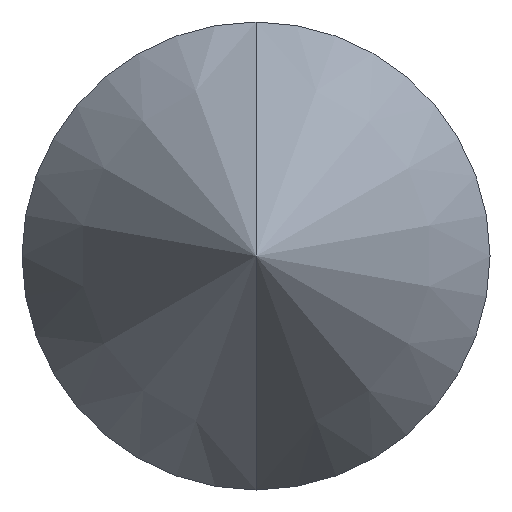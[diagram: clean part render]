
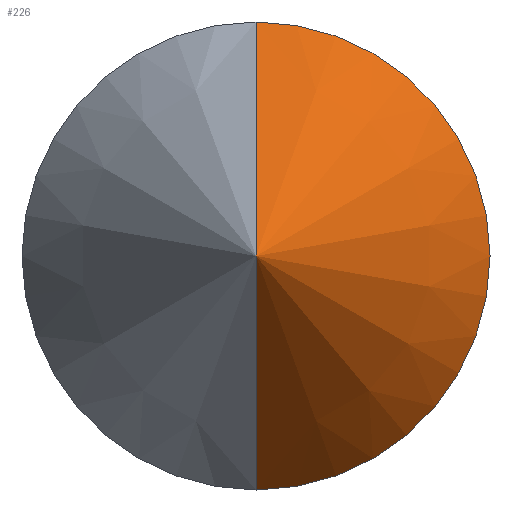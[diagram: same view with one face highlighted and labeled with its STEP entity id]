
A CAD part, front view. The second image highlights one B-rep face of the part: STEP entity #226.
In plain terms, the highlighted conical face has half-angle 30 degrees and reference radius 577.35 mm.
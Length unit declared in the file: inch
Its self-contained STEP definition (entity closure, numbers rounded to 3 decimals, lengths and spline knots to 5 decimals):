
#7 = CARTESIAN_POINT ( 'NONE',  ( 0., 0.54127, 0.3125 ) ) ;
#12 = DIRECTION ( 'NONE',  ( 0., 1., 0. ) ) ;
#13 = EDGE_CURVE ( 'NONE', #182, #122, #212, .T. ) ;
#18 = AXIS2_PLACEMENT_3D ( 'NONE', #179, #34, #175 ) ;
#27 = CARTESIAN_POINT ( 'NONE',  ( 0., 0., 0. ) ) ;
#34 = DIRECTION ( 'NONE',  ( 0., -1., 0. ) ) ;
#59 = CONICAL_SURFACE ( 'NONE', #104, 22.73033, 0.524 ) ;
#60 = ORIENTED_EDGE ( 'NONE', *, *, #117, .F. ) ;
#80 = CARTESIAN_POINT ( 'NONE',  ( 0., 39.37008, 0. ) ) ;
#83 = ORIENTED_EDGE ( 'NONE', *, *, #13, .T. ) ;
#99 = VERTEX_POINT ( 'NONE', #7 ) ;
#104 = AXIS2_PLACEMENT_3D ( 'NONE', #80, #12, #185 ) ;
#115 = FACE_OUTER_BOUND ( 'NONE', #265, .T. ) ;
#117 = EDGE_CURVE ( 'NONE', #182, #99, #214, .T. ) ;
#122 = VERTEX_POINT ( 'NONE', #257 ) ;
#127 = DIRECTION ( 'NONE',  ( 0., 0.866, -0.5 ) ) ;
#159 = ORIENTED_EDGE ( 'NONE', *, *, #180, .T. ) ;
#172 = DIRECTION ( 'NONE',  ( 0., 0.866, 0.5 ) ) ;
#175 = DIRECTION ( 'NONE',  ( 0., 0., -1. ) ) ;
#179 = CARTESIAN_POINT ( 'NONE',  ( 0., 0.54127, 0. ) ) ;
#180 = EDGE_CURVE ( 'NONE', #122, #99, #210, .T. ) ;
#182 = VERTEX_POINT ( 'NONE', #217 ) ;
#183 = VECTOR ( 'NONE', #127, 39.37008 ) ;
#185 = DIRECTION ( 'NONE',  ( 0., 0., 1. ) ) ;
#194 = CARTESIAN_POINT ( 'NONE',  ( 0., 0., 0. ) ) ;
#197 = VECTOR ( 'NONE', #172, 39.37008 ) ;
#210 = CIRCLE ( 'NONE', #18, 0.3125 ) ;
#212 = LINE ( 'NONE', #27, #183 ) ;
#214 = LINE ( 'NONE', #194, #197 ) ;
#217 = CARTESIAN_POINT ( 'NONE',  ( 0., 0., 0. ) ) ;
#226 = ADVANCED_FACE ( 'NONE', ( #115 ), #59, .T. ) ;
#257 = CARTESIAN_POINT ( 'NONE',  ( 0., 0.54127, -0.3125 ) ) ;
#265 = EDGE_LOOP ( 'NONE', ( #60, #83, #159 ) ) ;
